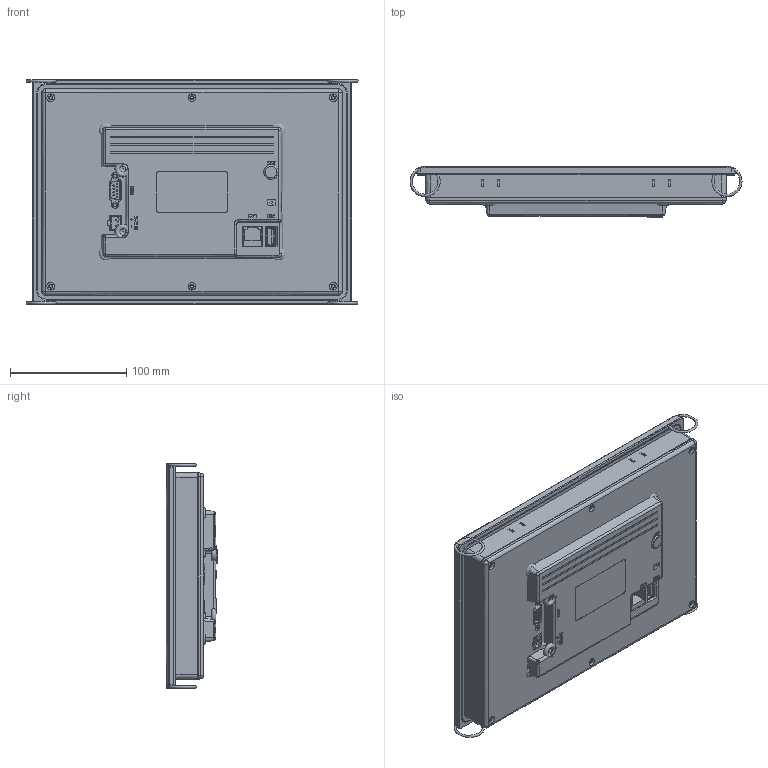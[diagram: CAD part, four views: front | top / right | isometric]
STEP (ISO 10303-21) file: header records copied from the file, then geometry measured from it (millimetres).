
FILE_DESCRIPTION((''),'2;1');
FILE_NAME('1031NT','2022-10-12T11:45:54',('pjl'),(''),'CREO PARAMETRIC BY PTC INC, 2019010','CREO PARAMETRIC BY PTC INC, 2019010','');
FILE_SCHEMA(('AUTOMOTIVE_DESIGN { 1 0 10303 214 1 1 1 1 }'));
Products named in the file (1): 1031NT
Bounding box: 285.51 x 44.2 x 193 mm (x, y, z)
Surface area: 475013.7 mm2 (no closed solid volume)
Topology: 0 solids, 0 shells, 2443 faces, 13459 edges, 13424 vertices
Faces by surface type: bspline 2408, torus 30, sphere 5
Entity records: 194758 total; most frequent: CARTESIAN_POINT 51057, DIRECTION 19830, TRIMMED_CURVE 18928, VECTOR 18096, LINE 18096, DEFINITIONAL_REPRESENTATION 13384, PCURVE 13384, COMPOSITE_CURVE_SEGMENT 13384
